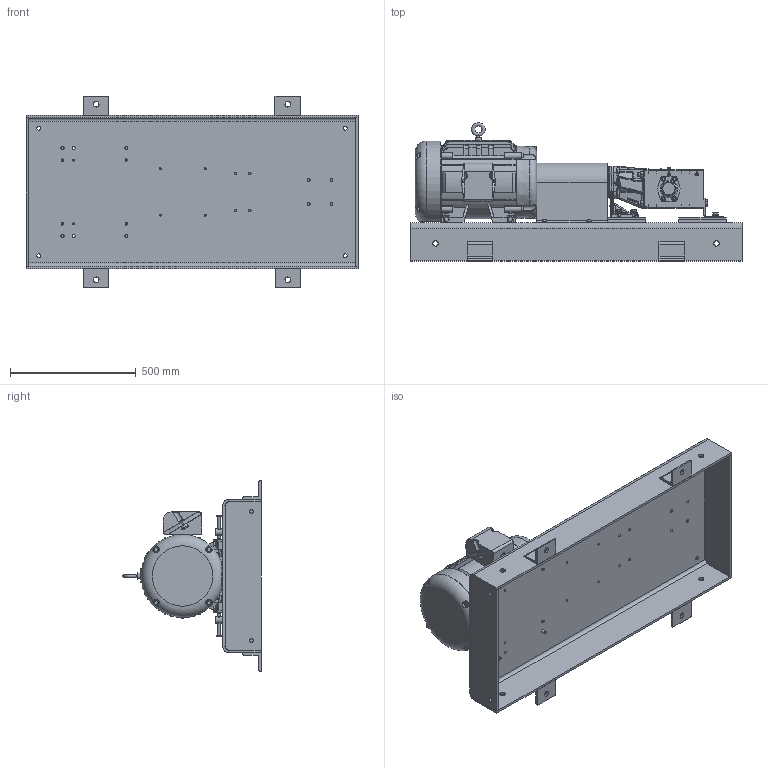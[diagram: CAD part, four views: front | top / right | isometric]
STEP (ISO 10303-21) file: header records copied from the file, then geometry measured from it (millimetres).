
FILE_DESCRIPTION (( 'STEP AP214' ), '1' );
FILE_NAME ('GPV-1026-031-U.STEP', '2016-09-29T13:34:20', ( '' ), ( '' ), 'SwSTEP 2.0', 'SolidWorks 2015', '' );
FILE_SCHEMA (( 'AUTOMOTIVE_DESIGN' ));
Length unit declared in the file: inch
Products named in the file (1): GPV-1026-031-U
Bounding box: 1320.8 x 550.17 x 762 mm (x, y, z)
Volume: 59064927.4 mm3; surface area: 5537959 mm2
Topology: 115 solids, 115 shells, 4442 faces, 10802 edges, 6892 vertices
Faces by surface type: plane 2518, cylinder 766, cone 586, bspline 432, torus 110, sphere 30
Full cylindrical faces by diameter (mm): 5.105 x4, 6.35 x24, 7.925 x24, 7.937 x9, 7.938 x1, 7.95 x32, 8.731 x4, 9.525 x8, 10.716 x40, 11.1 x4, 12.421 x2, 12.7 x39, 13.487 x14, 13.494 x8, 14.275 x6, 14.287 x1, 14.288 x6, 15.681 x4, 15.875 x4, 17.374 x4, 17.462 x2, 17.463 x2, 19.05 x11, 20.066 x1, 20.32 x1, 22.212 x1, 22.225 x8, 23.647 x1, 23.876 x1, 25.4 x9
Entity records: 265151 total; most frequent: CARTESIAN_POINT 109021, ORIENTED_EDGE 20124, DIRECTION 18006, EDGE_CURVE 10062, VERTEX_POINT 6729, AXIS2_PLACEMENT_3D 6221, EDGE_LOOP 5647, VECTOR 5564
